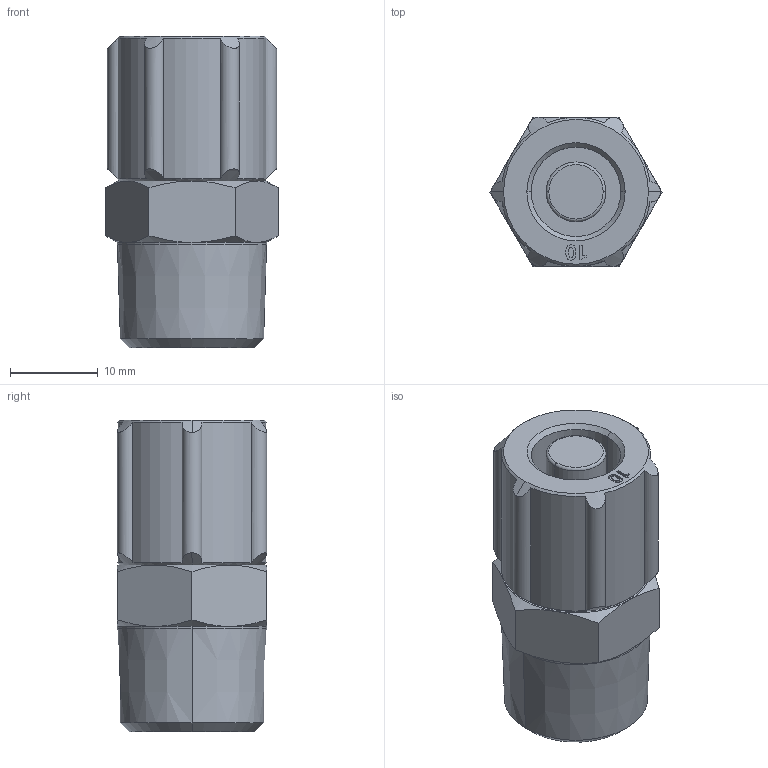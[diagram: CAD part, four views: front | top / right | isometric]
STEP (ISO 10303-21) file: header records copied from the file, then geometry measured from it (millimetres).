
FILE_DESCRIPTION((''),'2;1');
FILE_NAME('TC1003-mdt.stp','2017-07-21T10:14:14',(''),(''),'Mechanical Desktop 2009','Mechanical Desktop 2009',', , ');
FILE_SCHEMA(('CONFIG_CONTROL_DESIGN'));
Length unit declared in the file: millimetre
Products named in the file (3): TC1003-MDTA; TC1003-MDT; NUT-10
Assembly tree (2 placements, depth 2):
  TC1003-MDTA
    TC1003-MDT
    NUT-10
Bounding box: 19.63 x 17 x 35.5 mm (x, y, z)
Volume: 7865.5 mm3; surface area: 2954.5 mm2
Topology: 1 solids, 1 shells, 321 faces, 895 edges, 590 vertices
Faces by surface type: plane 279, cone 22, cylinder 18, torus 2
Entity records: 10472 total; most frequent: CARTESIAN_POINT 2161, ORIENTED_EDGE 1790, DIRECTION 1555, EDGE_CURVE 895, VECTOR 803, LINE 803, VERTEX_POINT 590, AXIS2_PLACEMENT_3D 376
